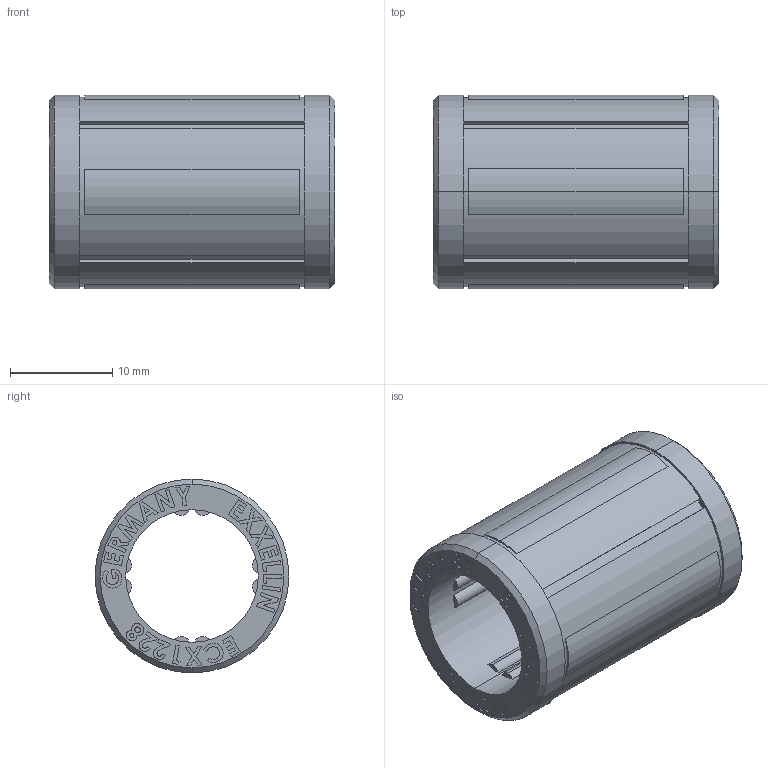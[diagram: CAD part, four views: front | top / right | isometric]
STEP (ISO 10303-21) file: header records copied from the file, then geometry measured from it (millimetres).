
FILE_DESCRIPTION (( 'STEP AP214' ), '1' );
FILE_NAME ('EXC12-3D.STEP', '2016-07-05T08:27:37', ( '' ), ( '' ), 'SwSTEP 2.0', 'SolidWorks 2016', '' );
FILE_SCHEMA (( 'AUTOMOTIVE_DESIGN' ));
Length unit declared in the file: millimetre
Products named in the file (1): EXC12-3D
Bounding box: 28 x 19 x 19 mm (x, y, z)
Volume: 4035.1 mm3; surface area: 3285.6 mm2
Topology: 1 solids, 1 shells, 604 faces, 1607 edges, 1070 vertices
Faces by surface type: plane 474, bspline 100, cylinder 26, cone 4
Entity records: 24635 total; most frequent: CARTESIAN_POINT 9654, ORIENTED_EDGE 3214, DIRECTION 2499, EDGE_CURVE 1607, VECTOR 1325, LINE 1325, VERTEX_POINT 1070, EDGE_LOOP 671
